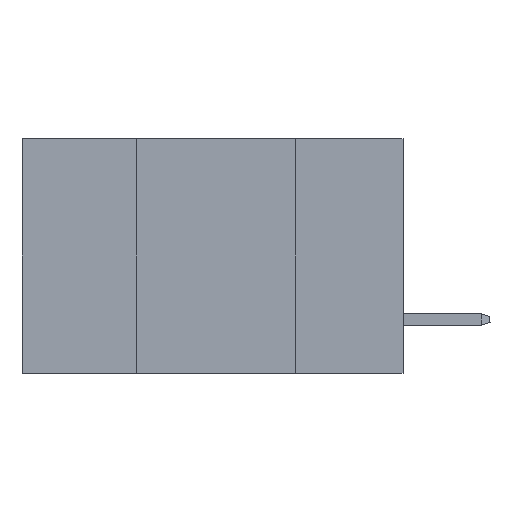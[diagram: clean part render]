
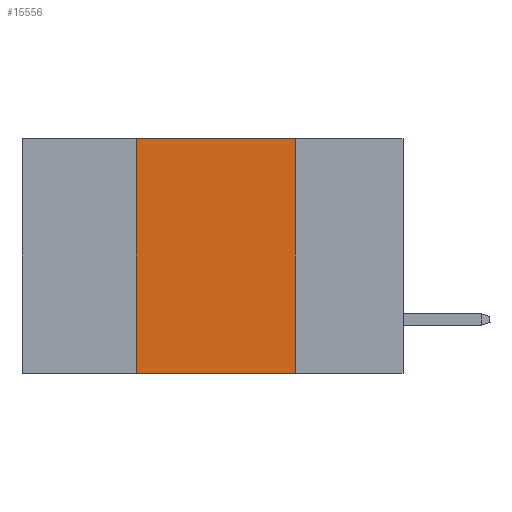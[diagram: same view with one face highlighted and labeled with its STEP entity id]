
A CAD part, left-side view. The second image highlights one B-rep face of the part: STEP entity #15556.
In plain terms, the highlighted planar face has unit normal (-1, 0, 0).
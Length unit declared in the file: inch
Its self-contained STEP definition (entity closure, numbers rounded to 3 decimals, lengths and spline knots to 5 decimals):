
#224 = DIRECTION ( 'NONE',  ( 0., -1., 0. ) ) ;
#418 = CARTESIAN_POINT ( 'NONE',  ( 0., 0.6, -0.37 ) ) ;
#4458 = CARTESIAN_POINT ( 'NONE',  ( 0., 0.6, 0. ) ) ;
#5373 = CARTESIAN_POINT ( 'NONE',  ( 0., 0.17, 0. ) ) ;
#5613 = VECTOR ( 'NONE', #224, 39.37008 ) ;
#6525 = VERTEX_POINT ( 'NONE', #35315 ) ;
#7608 = VECTOR ( 'NONE', #34113, 39.37008 ) ;
#11661 = VERTEX_POINT ( 'NONE', #5373 ) ;
#13010 = EDGE_LOOP ( 'NONE', ( #25574, #27314, #30254, #19997 ) ) ;
#13080 = CARTESIAN_POINT ( 'NONE',  ( 0., 0.42, 0. ) ) ;
#13303 = FACE_OUTER_BOUND ( 'NONE', #13010, .T. ) ;
#14430 = EDGE_CURVE ( 'NONE', #17223, #37543, #17620, .T. ) ;
#15177 = LINE ( 'NONE', #15973, #7608 ) ;
#15556 = ADVANCED_FACE ( 'NONE', ( #13303 ), #37686, .F. ) ;
#15887 = CARTESIAN_POINT ( 'NONE',  ( 0., 0.42, -0.37 ) ) ;
#15973 = CARTESIAN_POINT ( 'NONE',  ( 0., 0.6, 0. ) ) ;
#16130 = LINE ( 'NONE', #28439, #24851 ) ;
#16366 = VECTOR ( 'NONE', #17222, 39.37008 ) ;
#17222 = DIRECTION ( 'NONE',  ( 0., 0., 1. ) ) ;
#17223 = VERTEX_POINT ( 'NONE', #15887 ) ;
#17620 = LINE ( 'NONE', #29137, #16366 ) ;
#19997 = ORIENTED_EDGE ( 'NONE', *, *, #23887, .T. ) ;
#21973 = DIRECTION ( 'NONE',  ( 1., 0., 0. ) ) ;
#23887 = EDGE_CURVE ( 'NONE', #17223, #6525, #27829, .T. ) ;
#24745 = EDGE_CURVE ( 'NONE', #37543, #11661, #15177, .T. ) ;
#24851 = VECTOR ( 'NONE', #25393, 39.37008 ) ;
#25393 = DIRECTION ( 'NONE',  ( 0., 0., -1. ) ) ;
#25574 = ORIENTED_EDGE ( 'NONE', *, *, #31333, .F. ) ;
#27314 = ORIENTED_EDGE ( 'NONE', *, *, #24745, .F. ) ;
#27829 = LINE ( 'NONE', #418, #5613 ) ;
#28026 = DIRECTION ( 'NONE',  ( 0., 0., -1. ) ) ;
#28439 = CARTESIAN_POINT ( 'NONE',  ( 0., 0.17, 0. ) ) ;
#29137 = CARTESIAN_POINT ( 'NONE',  ( 0., 0.42, 0. ) ) ;
#30254 = ORIENTED_EDGE ( 'NONE', *, *, #14430, .F. ) ;
#31333 = EDGE_CURVE ( 'NONE', #11661, #6525, #16130, .T. ) ;
#34113 = DIRECTION ( 'NONE',  ( 0., -1., 0. ) ) ;
#35315 = CARTESIAN_POINT ( 'NONE',  ( 0., 0.17, -0.37 ) ) ;
#37543 = VERTEX_POINT ( 'NONE', #13080 ) ;
#37686 = PLANE ( 'NONE',  #38297 ) ;
#38297 = AXIS2_PLACEMENT_3D ( 'NONE', #4458, #21973, #28026 ) ;
